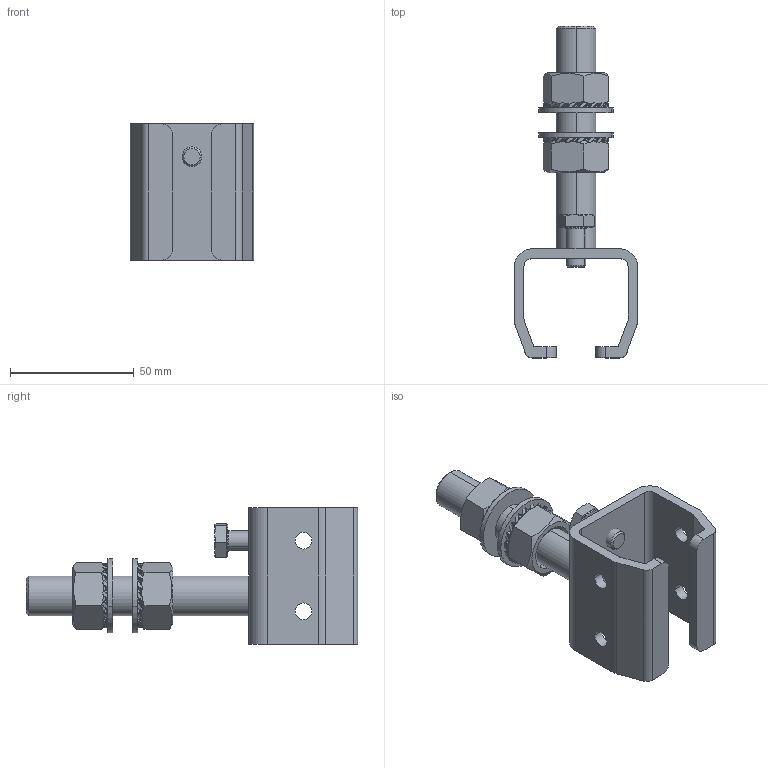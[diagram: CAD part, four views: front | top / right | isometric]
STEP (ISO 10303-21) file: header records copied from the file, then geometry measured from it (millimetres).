
FILE_DESCRIPTION (( 'STEP AP203' ), '1' );
FILE_NAME ('1.23.B04.STEP', '2019-05-28T10:55:23', ( '' ), ( '' ), 'SwSTEP 2.0', 'SolidWorks 2018', '' );
FILE_SCHEMA (( 'CONFIG_CONTROL_DESIGN' ));
Length unit declared in the file: millimetre
Products named in the file (1): 1.23.B04
Bounding box: 50 x 134 x 55 mm (x, y, z)
Volume: 61475.3 mm3; surface area: 32440.6 mm2
Topology: 9 solids, 9 shells, 1820 faces, 5383 edges, 3582 vertices
Faces by surface type: cylinder 1727, plane 59, cone 26, bspline 6, torus 2
Entity records: 73316 total; most frequent: CARTESIAN_POINT 34474, ORIENTED_EDGE 10766, EDGE_CURVE 5383, B_SPLINE_CURVE_WITH_KNOTS 4660, DIRECTION 4341, VERTEX_POINT 3582, AXIS2_PLACEMENT_3D 2087, EDGE_LOOP 1843
